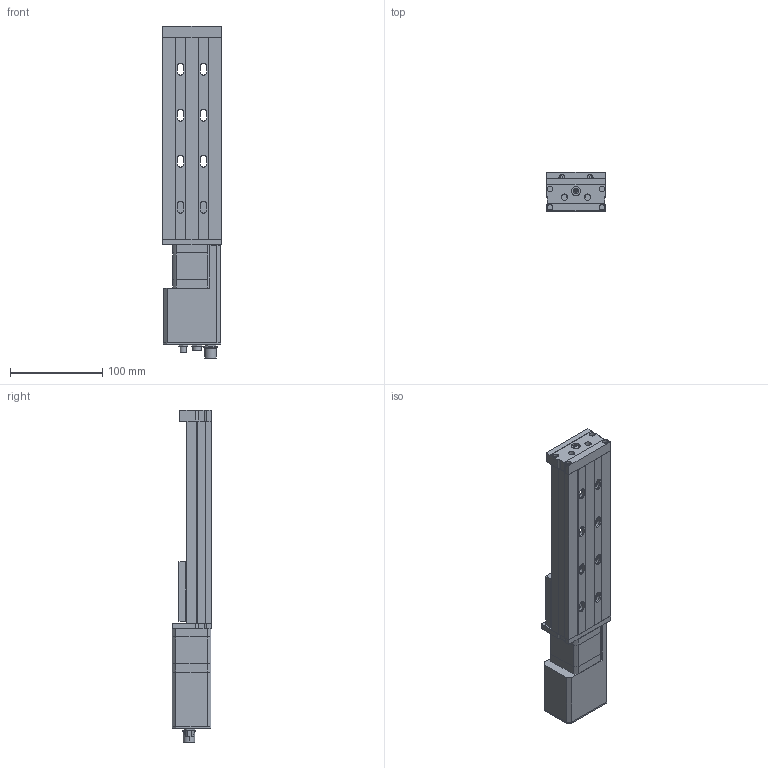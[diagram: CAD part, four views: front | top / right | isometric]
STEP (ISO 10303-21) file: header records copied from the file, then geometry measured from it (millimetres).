
FILE_DESCRIPTION (( 'STEP AP203' ), '1' );
FILE_NAME ('X-LSQ150x-E01.step', '2023-05-17T23:26:50', ( '' ), ( '' ), 'SwSTEP 2.0', 'SolidWorks 2019', '' );
FILE_SCHEMA (( 'CONFIG_CONTROL_DESIGN' ));
Length unit declared in the file: millimetre
Products named in the file (4): LSQ_carriage^LSQ_Standard; NMS17_motor^LSQ_X-LSQ-E01; X-LSQ150x-E01; LSQ_base^LSQ_LSQ150
Assembly tree (3 placements, depth 2):
  X-LSQ150x-E01
    LSQ_base^LSQ_LSQ150
    LSQ_carriage^LSQ_Standard
    NMS17_motor^LSQ_X-LSQ-E01
Bounding box: 65 x 43.1 x 360.85 mm (x, y, z)
Volume: 525858.1 mm3; surface area: 149209.4 mm2
Topology: 29 solids, 29 shells, 819 faces, 2082 edges, 1356 vertices
Faces by surface type: plane 437, cylinder 340, cone 32, torus 10
Entity records: 25760 total; most frequent: CARTESIAN_POINT 4869, DIRECTION 4418, ORIENTED_EDGE 4140, EDGE_CURVE 2070, AXIS2_PLACEMENT_3D 1597, VERTEX_POINT 1356, VECTOR 1224, LINE 1224
